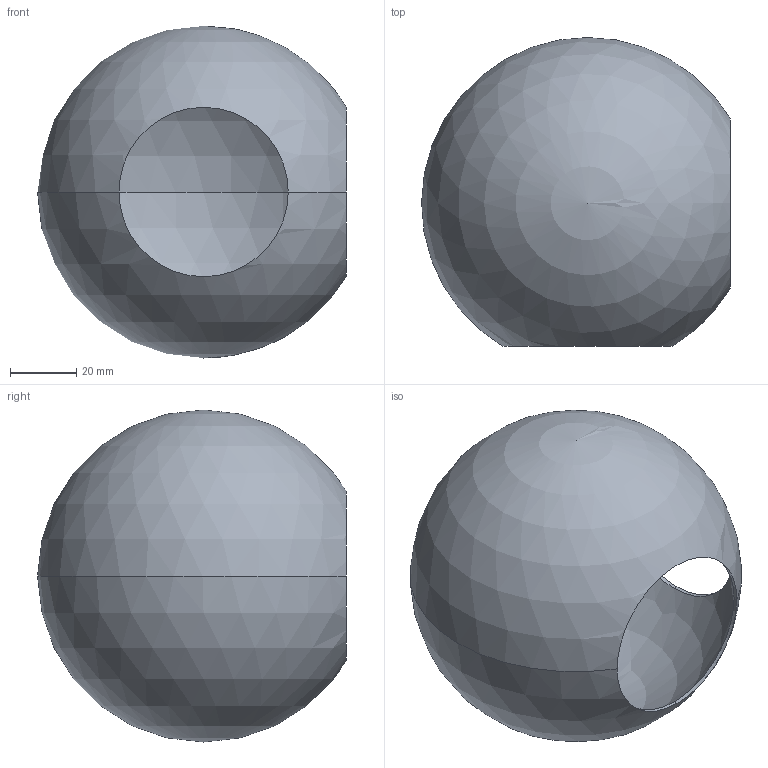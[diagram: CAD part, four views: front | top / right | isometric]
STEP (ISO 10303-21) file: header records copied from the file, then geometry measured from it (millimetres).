
FILE_DESCRIPTION (( 'STEP AP214' ), '1' );
FILE_NAME ('àðò. KRT313.STEP', '2014-07-01T06:49:35', ( '' ), ( '' ), 'SwSTEP 2.0', 'SolidWorks 2014', '' );
FILE_SCHEMA (( 'AUTOMOTIVE_DESIGN' ));
Length unit declared in the file: millimetre
Products named in the file (1): àðò. KRT313
Bounding box: 93.01 x 93.01 x 100 mm (x, y, z)
Volume: 26391.7 mm3; surface area: 53161.3 mm2
Topology: 1 solids, 1 shells, 8 faces, 34 edges, 22 vertices
Faces by surface type: sphere 4, cylinder 4
Entity records: 346 total; most frequent: DIRECTION 66, CARTESIAN_POINT 53, ORIENTED_EDGE 52, AXIS2_PLACEMENT_3D 31, EDGE_CURVE 26, CIRCLE 22, VERTEX_POINT 18, EDGE_LOOP 8
